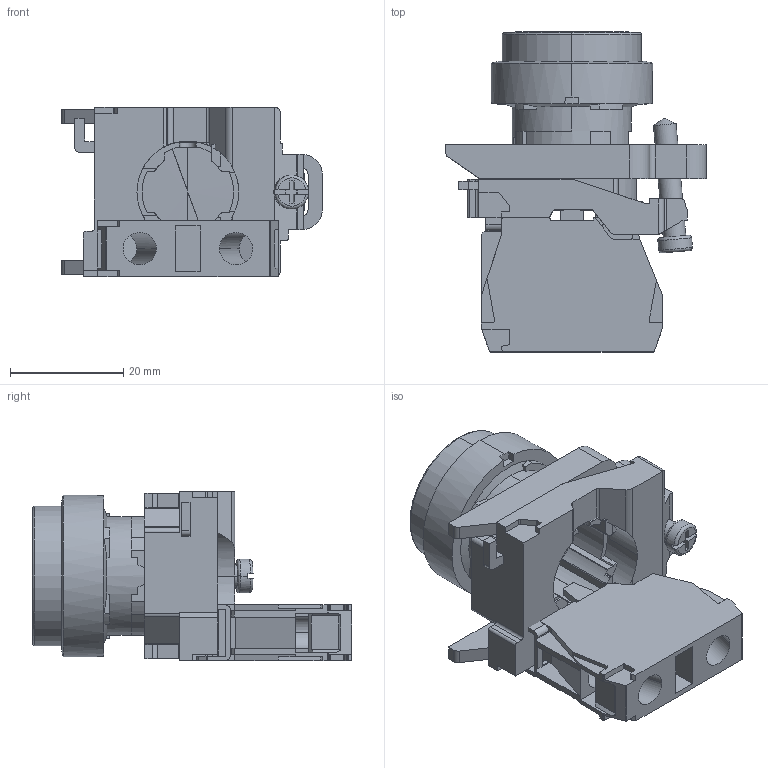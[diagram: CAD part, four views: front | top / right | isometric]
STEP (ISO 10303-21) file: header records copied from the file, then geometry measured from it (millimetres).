
FILE_DESCRIPTION((''),'2;1');
FILE_NAME('LA167-B4-BL11_ASM','2024-01-17T',('Administrator'),('zyb.com'),'PRO/ENGINEER BY PARAMETRIC TECHNOLOGY CORPORATION, 2010280','PRO/ENGINEER BY PARAMETRIC TECHNOLOGY CORPORATION, 2010280','');
FILE_SCHEMA(('CONFIG_CONTROL_DESIGN','SHAPE_APPEARANCE_LAYERS_GROUPS'));
Length unit declared in the file: millimetre
Products named in the file (4): 1; B4-101; LA167-B4-BL1C; LA167-B4-BL11_ASM
Assembly tree (3 placements, depth 2):
  LA167-B4-BL11_ASM
    1
    B4-101
    LA167-B4-BL1C
Bounding box: 46 x 56.5 x 30 mm (x, y, z)
Volume: 21855.5 mm3; surface area: 15479.2 mm2
Topology: 4 solids, 4 shells, 613 faces, 1769 edges, 1162 vertices
Faces by surface type: plane 370, cylinder 214, cone 13, torus 8, sphere 4, extrusion 2, bspline 2
Entity records: 23347 total; most frequent: CARTESIAN_POINT 4265, ORIENTED_EDGE 3526, DIRECTION 3376, EDGE_CURVE 1763, VECTOR 1192, LINE 1190, VERTEX_POINT 1162, AXIS2_PLACEMENT_3D 1092
